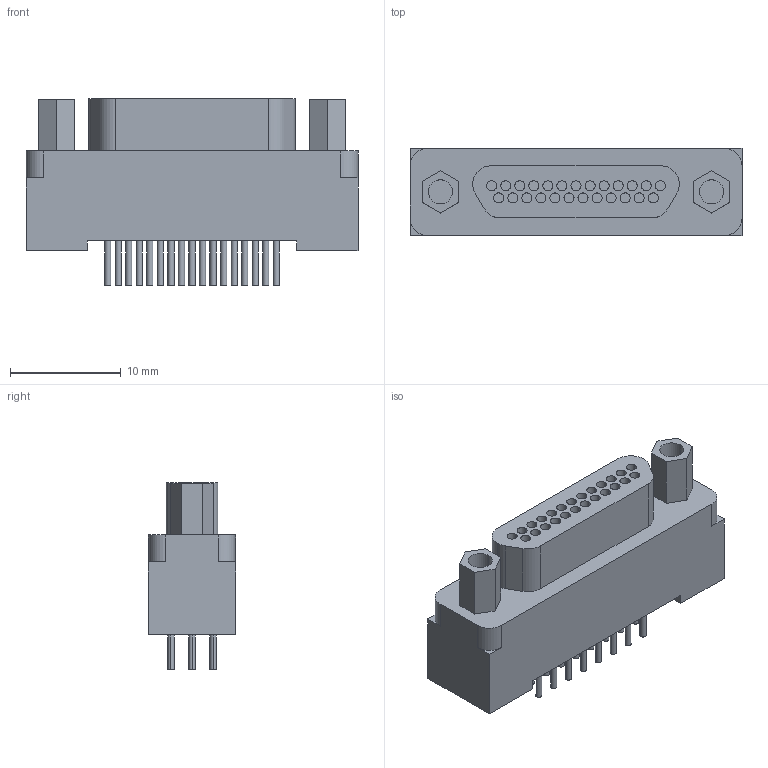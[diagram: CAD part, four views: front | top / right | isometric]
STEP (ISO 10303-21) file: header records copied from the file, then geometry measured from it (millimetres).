
FILE_DESCRIPTION(('STEP AP242'),'1');
FILE_NAME('gmr7580-25p1bsm.stp','2019-12-27T10:32:26',('TraceParts'),('TraceParts S.A.'),'Spatial InterOp 3D',' ',' ');
FILE_SCHEMA(('AP242_MANAGED_MODEL_BASED_3D_ENGINEERING_MIM_LF {1 0 10303 442 1 1 4}'));
Length unit declared in the file: millimetre
Products named in the file (1): gmr7580-25p1bsm
Bounding box: 30.01 x 7.87 x 16.89 mm (x, y, z)
Volume: 2338.9 mm3; surface area: 2183.9 mm2
Topology: 1 solids, 8 shells, 439 faces, 1050 edges, 700 vertices
Faces by surface type: plane 239, cylinder 118, bspline 82
Entity records: 21321 total; most frequent: CARTESIAN_POINT 7874, ORIENTED_EDGE 2100, DIRECTION 1838, EDGE_CURVE 1050, VERTEX_POINT 700, LINE 650, VECTOR 650, AXIS2_PLACEMENT_3D 594
